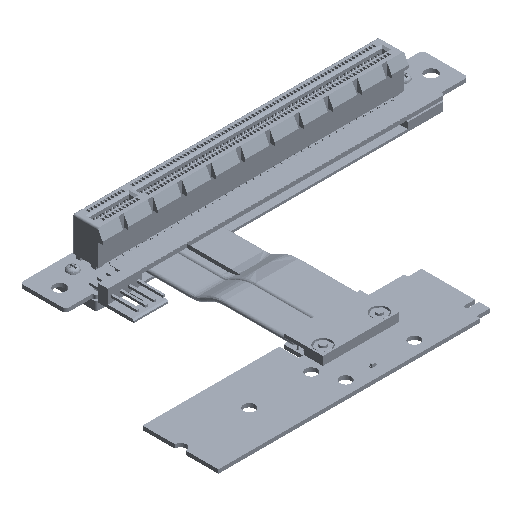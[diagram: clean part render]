
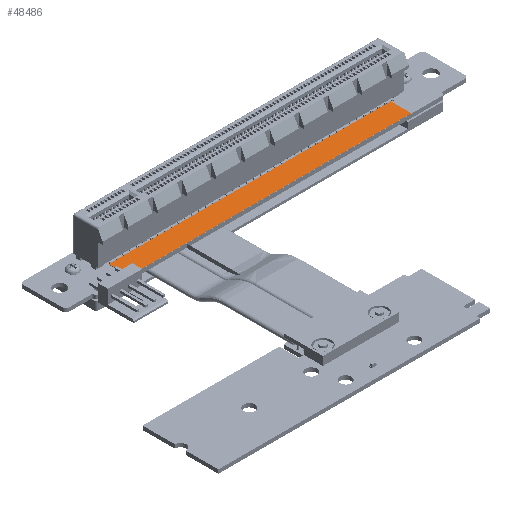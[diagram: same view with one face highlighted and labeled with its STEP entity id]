
A CAD part, isometric view. The second image highlights one B-rep face of the part: STEP entity #48486.
In plain terms, the highlighted face is planar.
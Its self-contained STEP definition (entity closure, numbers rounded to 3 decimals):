
#48377 = VERTEX_POINT('',#48378);
#48378 = CARTESIAN_POINT('',(0.,0.1,-6.));
#48384 = EDGE_CURVE('',#48385,#48377,#48387,.T.);
#48385 = VERTEX_POINT('',#48386);
#48386 = CARTESIAN_POINT('',(0.,0.1,0.));
#48387 = LINE('',#48388,#48389);
#48388 = CARTESIAN_POINT('',(0.,0.1,-6.));
#48389 = VECTOR('',#48390,1.);
#48390 = DIRECTION('',(0.,0.,-1.));
#48415 = VERTEX_POINT('',#48416);
#48416 = CARTESIAN_POINT('',(-82.,0.1,-6.));
#48422 = EDGE_CURVE('',#48377,#48415,#48423,.T.);
#48423 = LINE('',#48424,#48425);
#48424 = CARTESIAN_POINT('',(-82.,0.1,-6.));
#48425 = VECTOR('',#48426,1.);
#48426 = DIRECTION('',(-1.,0.,0.));
#48446 = VERTEX_POINT('',#48447);
#48447 = CARTESIAN_POINT('',(-82.,0.1,0.));
#48453 = EDGE_CURVE('',#48415,#48446,#48454,.T.);
#48454 = LINE('',#48455,#48456);
#48455 = CARTESIAN_POINT('',(-82.,0.1,0.));
#48456 = VECTOR('',#48457,1.);
#48457 = DIRECTION('',(0.,0.,1.));
#48475 = EDGE_CURVE('',#48446,#48385,#48476,.T.);
#48476 = LINE('',#48477,#48478);
#48477 = CARTESIAN_POINT('',(0.,0.1,0.));
#48478 = VECTOR('',#48479,1.);
#48479 = DIRECTION('',(1.,0.,0.));
#48486 = ADVANCED_FACE('',(#48487),#48493,.F.);
#48487 = FACE_BOUND('',#48488,.T.);
#48488 = EDGE_LOOP('',(#48489,#48490,#48491,#48492));
#48489 = ORIENTED_EDGE('',*,*,#48384,.T.);
#48490 = ORIENTED_EDGE('',*,*,#48422,.T.);
#48491 = ORIENTED_EDGE('',*,*,#48453,.T.);
#48492 = ORIENTED_EDGE('',*,*,#48475,.T.);
#48493 = PLANE('',#48494);
#48494 = AXIS2_PLACEMENT_3D('',#48495,#48496,#48497);
#48495 = CARTESIAN_POINT('',(0.,0.1,0.));
#48496 = DIRECTION('',(0.,-1.,0.));
#48497 = DIRECTION('',(0.,0.,-1.));
